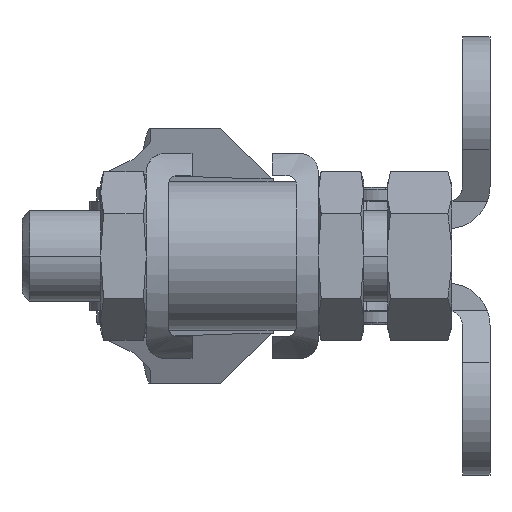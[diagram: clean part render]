
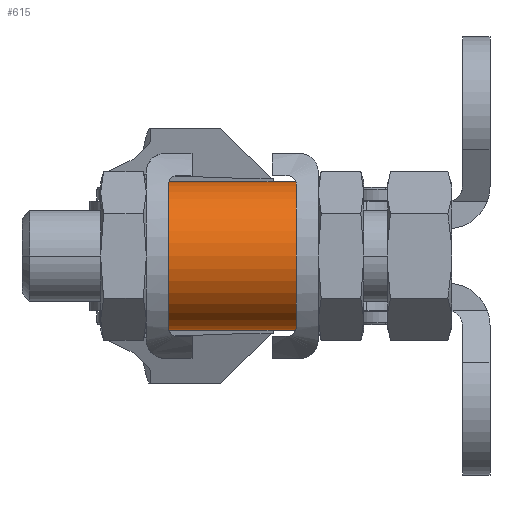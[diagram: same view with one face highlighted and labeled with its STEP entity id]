
A CAD part, left-side view. The second image highlights one B-rep face of the part: STEP entity #615.
In plain terms, the highlighted cylindrical face has radius 4.062 mm (diameter 8.125 mm), a partial arc.
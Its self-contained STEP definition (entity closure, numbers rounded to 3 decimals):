
#615 = ADVANCED_FACE( '', ( #1171 ), #1172, .T. );
#1171 = FACE_OUTER_BOUND( '', #1840, .T. );
#1172 = CYLINDRICAL_SURFACE( '', #1841, 4.063 );
#1840 = EDGE_LOOP( '', ( #3740, #3741, #3742, #3743 ) );
#1841 = AXIS2_PLACEMENT_3D( '', #3744, #3745, #3746 );
#3740 = ORIENTED_EDGE( '', *, *, #5087, .T. );
#3741 = ORIENTED_EDGE( '', *, *, #5131, .F. );
#3742 = ORIENTED_EDGE( '', *, *, #5132, .T. );
#3743 = ORIENTED_EDGE( '', *, *, #5129, .T. );
#3744 = CARTESIAN_POINT( '', ( -19.138, 10.6, 0. ) );
#3745 = DIRECTION( '', ( 0., -1., 0. ) );
#3746 = DIRECTION( '', ( 0., 0., -1. ) );
#5087 = EDGE_CURVE( '', #6224, #6222, #6225, .T. );
#5129 = EDGE_CURVE( '', #6295, #6224, #6296, .T. );
#5131 = EDGE_CURVE( '', #6298, #6222, #6299, .T. );
#5132 = EDGE_CURVE( '', #6298, #6295, #6300, .T. );
#6222 = VERTEX_POINT( '', #7923 );
#6224 = VERTEX_POINT( '', #7926 );
#6225 = CIRCLE( '', #7927, 4.063 );
#6295 = VERTEX_POINT( '', #8025 );
#6296 = LINE( '', #8026, #8027 );
#6298 = VERTEX_POINT( '', #8030 );
#6299 = LINE( '', #8031, #8032 );
#6300 = CIRCLE( '', #8033, 4.063 );
#7923 = CARTESIAN_POINT( '', ( -19.138, 17.6, -4.063 ) );
#7926 = CARTESIAN_POINT( '', ( -19.138, 17.6, 4.063 ) );
#7927 = AXIS2_PLACEMENT_3D( '', #10342, #10343, #10344 );
#8025 = CARTESIAN_POINT( '', ( -19.138, 10.6, 4.063 ) );
#8026 = CARTESIAN_POINT( '', ( -19.138, 10.6, 4.063 ) );
#8027 = VECTOR( '', #10412, 1. );
#8030 = CARTESIAN_POINT( '', ( -19.138, 10.6, -4.063 ) );
#8031 = CARTESIAN_POINT( '', ( -19.138, 10.6, -4.063 ) );
#8032 = VECTOR( '', #10414, 1. );
#8033 = AXIS2_PLACEMENT_3D( '', #10415, #10416, #10417 );
#10342 = CARTESIAN_POINT( '', ( -19.138, 17.6, 0. ) );
#10343 = DIRECTION( '', ( 0., -1., 0. ) );
#10344 = DIRECTION( '', ( 0., 0., -1. ) );
#10412 = DIRECTION( '', ( 0., 1., 0. ) );
#10414 = DIRECTION( '', ( 0., 1., 0. ) );
#10415 = CARTESIAN_POINT( '', ( -19.138, 10.6, 0. ) );
#10416 = DIRECTION( '', ( 0., 1., 0. ) );
#10417 = DIRECTION( '', ( 0., 0., -1. ) );
